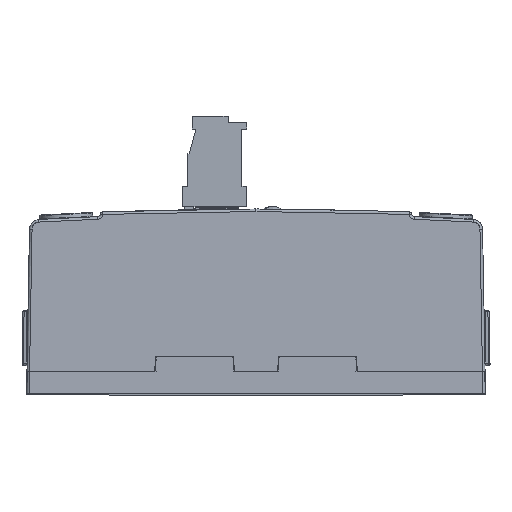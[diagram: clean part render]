
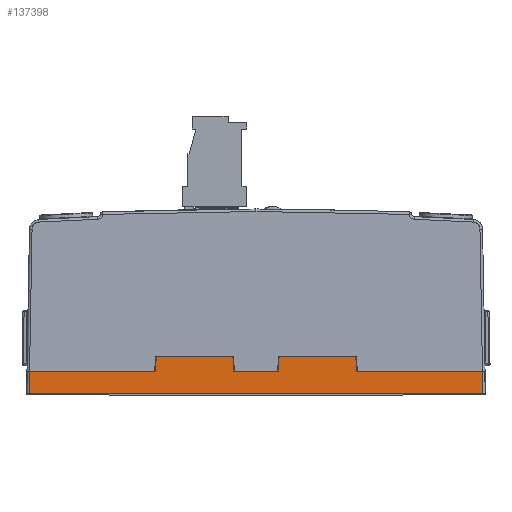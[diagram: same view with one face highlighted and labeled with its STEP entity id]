
A CAD part, top view. The second image highlights one B-rep face of the part: STEP entity #137398.
In plain terms, the highlighted planar face has unit normal (0, 0.018, 1).
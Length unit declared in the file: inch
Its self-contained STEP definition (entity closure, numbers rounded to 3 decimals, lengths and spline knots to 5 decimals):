
#1104 = CARTESIAN_POINT ( 'NONE',  ( 0.17905, 0.44757, 1.32377 ) ) ;
#4976 = EDGE_CURVE ( 'NONE', #59616, #35439, #110299, .T. ) ;
#5526 = EDGE_CURVE ( 'NONE', #37185, #12063, #173962, .T. ) ;
#9475 = DIRECTION ( 'NONE',  ( -0.091, 0.996, -0.017 ) ) ;
#11040 = VECTOR ( 'NONE', #198873, 39.37008 ) ;
#11070 = CARTESIAN_POINT ( 'NONE',  ( 1.74935, 0.16257, 1.32874 ) ) ;
#12063 = VERTEX_POINT ( 'NONE', #129461 ) ;
#17235 = VECTOR ( 'NONE', #26325, 39.37008 ) ;
#22763 = VERTEX_POINT ( 'NONE', #1104 ) ;
#24147 = VERTEX_POINT ( 'NONE', #91475 ) ;
#24898 = DIRECTION ( 'NONE',  ( -0.091, 0.996, -0.017 ) ) ;
#25311 = EDGE_CURVE ( 'NONE', #59616, #55581, #65683, .T. ) ;
#25419 = LINE ( 'NONE', #59789, #78697 ) ;
#26325 = DIRECTION ( 'NONE',  ( 1., 0., 0. ) ) ;
#26942 = CARTESIAN_POINT ( 'NONE',  ( 1.74643, 0.33257, 1.32577 ) ) ;
#28537 = LINE ( 'NONE', #38657, #137634 ) ;
#29217 = PLANE ( 'NONE',  #214785 ) ;
#30098 = CARTESIAN_POINT ( 'NONE',  ( 0.78048, 0.33257, 1.32577 ) ) ;
#31055 = DIRECTION ( 'NONE',  ( -0.091, -0.996, 0.017 ) ) ;
#33583 = CARTESIAN_POINT ( 'NONE',  ( -1.74643, 0.33257, 1.32577 ) ) ;
#33933 = ORIENTED_EDGE ( 'NONE', *, *, #5526, .T. ) ;
#35117 = ORIENTED_EDGE ( 'NONE', *, *, #128856, .T. ) ;
#35439 = VERTEX_POINT ( 'NONE', #91232 ) ;
#37185 = VERTEX_POINT ( 'NONE', #30098 ) ;
#38657 = CARTESIAN_POINT ( 'NONE',  ( 0., 0.33257, 1.32577 ) ) ;
#40509 = CARTESIAN_POINT ( 'NONE',  ( -0.16852, 0.33257, 1.32577 ) ) ;
#43742 = DIRECTION ( 'NONE',  ( -0.017, 1., -0.017 ) ) ;
#45517 = ORIENTED_EDGE ( 'NONE', *, *, #108768, .T. ) ;
#46746 = CARTESIAN_POINT ( 'NONE',  ( 0.16852, 0.33257, 1.32577 ) ) ;
#47574 = ORIENTED_EDGE ( 'NONE', *, *, #196782, .T. ) ;
#47752 = ORIENTED_EDGE ( 'NONE', *, *, #156462, .F. ) ;
#53870 = VECTOR ( 'NONE', #43742, 39.37008 ) ;
#55199 = DIRECTION ( 'NONE',  ( 1., 0., 0. ) ) ;
#55581 = VERTEX_POINT ( 'NONE', #111586 ) ;
#57282 = FACE_OUTER_BOUND ( 'NONE', #68335, .T. ) ;
#57670 = CARTESIAN_POINT ( 'NONE',  ( 0., 0.44757, 1.32377 ) ) ;
#59155 = LINE ( 'NONE', #11070, #53870 ) ;
#59616 = VERTEX_POINT ( 'NONE', #87391 ) ;
#59789 = CARTESIAN_POINT ( 'NONE',  ( -0.16852, 0.33257, 1.32577 ) ) ;
#61964 = CARTESIAN_POINT ( 'NONE',  ( -1.2551, 0.33257, 1.32577 ) ) ;
#62843 = EDGE_CURVE ( 'NONE', #37185, #184018, #122320, .T. ) ;
#65683 = LINE ( 'NONE', #33583, #172137 ) ;
#68335 = EDGE_LOOP ( 'NONE', ( #111411, #211855, #94034, #187471, #192018, #45517, #107151, #33933, #35117, #121974, #47752, #47574 ) ) ;
#68612 = VERTEX_POINT ( 'NONE', #194208 ) ;
#72220 = VERTEX_POINT ( 'NONE', #133565 ) ;
#76699 = EDGE_CURVE ( 'NONE', #24147, #35439, #106935, .T. ) ;
#78697 = VECTOR ( 'NONE', #24898, 39.37008 ) ;
#80489 = CARTESIAN_POINT ( 'NONE',  ( -1.74935, 0.44757, 1.32377 ) ) ;
#82345 = VECTOR ( 'NONE', #160943, 39.37008 ) ;
#87233 = CARTESIAN_POINT ( 'NONE',  ( 0., 0.16257, 1.32874 ) ) ;
#87391 = CARTESIAN_POINT ( 'NONE',  ( -1.74643, 0.33257, 1.32577 ) ) ;
#90100 = CARTESIAN_POINT ( 'NONE',  ( 1.25514, 0.33257, 1.32577 ) ) ;
#91232 = CARTESIAN_POINT ( 'NONE',  ( -0.78048, 0.33257, 1.32577 ) ) ;
#91475 = CARTESIAN_POINT ( 'NONE',  ( -0.76995, 0.44757, 1.32377 ) ) ;
#94034 = ORIENTED_EDGE ( 'NONE', *, *, #4976, .F. ) ;
#95767 = EDGE_CURVE ( 'NONE', #72220, #24147, #207472, .T. ) ;
#96215 = DIRECTION ( 'NONE',  ( 0., 0.017, 1. ) ) ;
#97121 = VERTEX_POINT ( 'NONE', #46746 ) ;
#104435 = DIRECTION ( 'NONE',  ( -1., 0., 0. ) ) ;
#106935 = LINE ( 'NONE', #131301, #11040 ) ;
#107151 = ORIENTED_EDGE ( 'NONE', *, *, #62843, .F. ) ;
#107547 = VECTOR ( 'NONE', #9475, 39.37008 ) ;
#108518 = LINE ( 'NONE', #139401, #129798 ) ;
#108768 = EDGE_CURVE ( 'NONE', #68612, #184018, #59155, .T. ) ;
#110299 = LINE ( 'NONE', #61964, #17235 ) ;
#111411 = ORIENTED_EDGE ( 'NONE', *, *, #95767, .T. ) ;
#111586 = CARTESIAN_POINT ( 'NONE',  ( -1.74935, 0.16257, 1.32874 ) ) ;
#121974 = ORIENTED_EDGE ( 'NONE', *, *, #214363, .T. ) ;
#122320 = LINE ( 'NONE', #90100, #127588 ) ;
#127588 = VECTOR ( 'NONE', #55199, 39.37008 ) ;
#128856 = EDGE_CURVE ( 'NONE', #12063, #22763, #108518, .T. ) ;
#129461 = CARTESIAN_POINT ( 'NONE',  ( 0.76995, 0.44757, 1.32377 ) ) ;
#129798 = VECTOR ( 'NONE', #192045, 39.37008 ) ;
#131301 = CARTESIAN_POINT ( 'NONE',  ( -0.76995, 0.44757, 1.32377 ) ) ;
#133565 = CARTESIAN_POINT ( 'NONE',  ( -0.17905, 0.44757, 1.32377 ) ) ;
#137224 = VERTEX_POINT ( 'NONE', #40509 ) ;
#137398 = ADVANCED_FACE ( 'NONE', ( #57282 ), #29217, .T. ) ;
#137634 = VECTOR ( 'NONE', #190993, 39.37008 ) ;
#139401 = CARTESIAN_POINT ( 'NONE',  ( 0., 0.44757, 1.32377 ) ) ;
#142422 = VECTOR ( 'NONE', #104435, 39.37008 ) ;
#145590 = VECTOR ( 'NONE', #31055, 39.37008 ) ;
#147409 = DIRECTION ( 'NONE',  ( 0., -1., 0.017 ) ) ;
#147771 = CARTESIAN_POINT ( 'NONE',  ( 0.17905, 0.44757, 1.32377 ) ) ;
#156120 = DIRECTION ( 'NONE',  ( -0.017, -1., 0.017 ) ) ;
#156462 = EDGE_CURVE ( 'NONE', #137224, #97121, #28537, .T. ) ;
#160943 = DIRECTION ( 'NONE',  ( -1., 0., 0. ) ) ;
#169030 = LINE ( 'NONE', #87233, #142422 ) ;
#172137 = VECTOR ( 'NONE', #156120, 39.37008 ) ;
#173962 = LINE ( 'NONE', #214624, #107547 ) ;
#184018 = VERTEX_POINT ( 'NONE', #26942 ) ;
#187471 = ORIENTED_EDGE ( 'NONE', *, *, #25311, .T. ) ;
#190779 = LINE ( 'NONE', #147771, #145590 ) ;
#190993 = DIRECTION ( 'NONE',  ( 1., 0., 0. ) ) ;
#192018 = ORIENTED_EDGE ( 'NONE', *, *, #214994, .F. ) ;
#192045 = DIRECTION ( 'NONE',  ( -1., 0., 0. ) ) ;
#194208 = CARTESIAN_POINT ( 'NONE',  ( 1.74935, 0.16257, 1.32874 ) ) ;
#196782 = EDGE_CURVE ( 'NONE', #137224, #72220, #25419, .T. ) ;
#198873 = DIRECTION ( 'NONE',  ( -0.091, -0.996, 0.017 ) ) ;
#207472 = LINE ( 'NONE', #57670, #82345 ) ;
#211855 = ORIENTED_EDGE ( 'NONE', *, *, #76699, .T. ) ;
#214363 = EDGE_CURVE ( 'NONE', #22763, #97121, #190779, .T. ) ;
#214624 = CARTESIAN_POINT ( 'NONE',  ( 0.78048, 0.33257, 1.32577 ) ) ;
#214785 = AXIS2_PLACEMENT_3D ( 'NONE', #80489, #96215, #147409 ) ;
#214994 = EDGE_CURVE ( 'NONE', #68612, #55581, #169030, .T. ) ;
